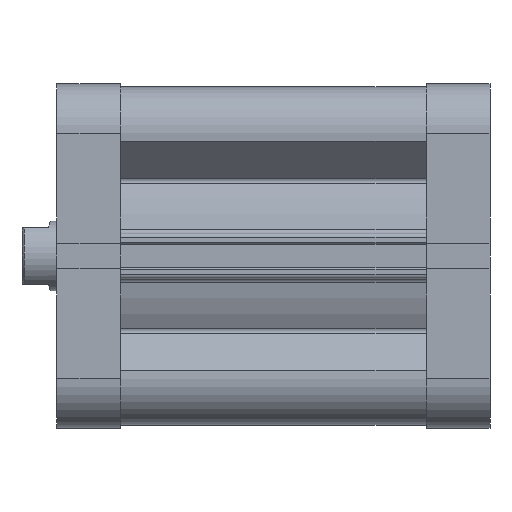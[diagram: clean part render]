
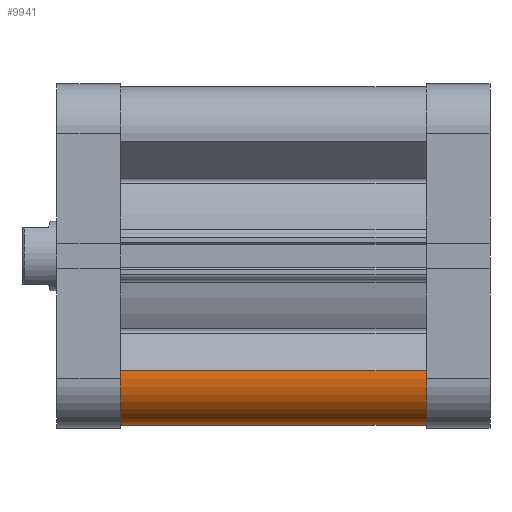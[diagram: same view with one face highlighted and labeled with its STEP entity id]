
A CAD part, front view. The second image highlights one B-rep face of the part: STEP entity #9941.
In plain terms, the highlighted cylindrical face has radius 10.75 mm (diameter 21.5 mm), a partial arc.
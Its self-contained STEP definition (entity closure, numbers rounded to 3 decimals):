
#59 = EDGE_LOOP ( 'NONE', ( #5945, #5946, #5947, #5948 ) ) ;
#1237 = VERTEX_POINT ( 'NONE', #8320 ) ;
#1238 = VERTEX_POINT ( 'NONE', #8321 ) ;
#1276 = VERTEX_POINT ( 'NONE', #8359 ) ;
#1344 = VERTEX_POINT ( 'NONE', #8427 ) ;
#1484 = EDGE_CURVE ( 'NONE', #1276, #1344, #9126, .T. ) ;
#1493 = EDGE_CURVE ( 'NONE', #1237, #1276, #9133, .T. ) ;
#1494 = EDGE_CURVE ( 'NONE', #1237, #1238, #9141, .T. ) ;
#1495 = EDGE_CURVE ( 'NONE', #1238, #1344, #9137, .T. ) ;
#2010 = CARTESIAN_POINT ( 'NONE',  ( -28.25, -28.25, 0. ) ) ;
#2012 = DIRECTION ( 'NONE',  ( 0., 0., 1. ) ) ;
#2014 = DIRECTION ( 'NONE',  ( -1., 0., 0. ) ) ;
#2045 = CARTESIAN_POINT ( 'NONE',  ( -28.25, -28.25, 70.5 ) ) ;
#2055 = CARTESIAN_POINT ( 'NONE',  ( -39., -28.25, 70.5 ) ) ;
#2056 = DIRECTION ( 'NONE',  ( 0., 0., -1. ) ) ;
#2059 = DIRECTION ( 'NONE',  ( 0., 0., 1. ) ) ;
#2061 = DIRECTION ( 'NONE',  ( -1., 0., 0. ) ) ;
#2064 = CARTESIAN_POINT ( 'NONE',  ( -26.479, -38.853, 70.5 ) ) ;
#2065 = DIRECTION ( 'NONE',  ( 0., 0., -1. ) ) ;
#2112 = AXIS2_PLACEMENT_3D ( 'NONE', #2010, #2012, #2014 ) ;
#2123 = AXIS2_PLACEMENT_3D ( 'NONE', #2045, #2059, #2061 ) ;
#2781 = AXIS2_PLACEMENT_3D ( 'NONE', #4869, #4868, #4867 ) ;
#3981 = FACE_OUTER_BOUND ( 'NONE', #59, .T. ) ;
#3984 = CYLINDRICAL_SURFACE ( 'NONE', #2781, 10.75 ) ;
#4867 = DIRECTION ( 'NONE',  ( -1., 0., 0. ) ) ;
#4868 = DIRECTION ( 'NONE',  ( 0., 0., -1. ) ) ;
#4869 = CARTESIAN_POINT ( 'NONE',  ( -28.25, -28.25, 70.5 ) ) ;
#5945 = ORIENTED_EDGE ( 'NONE', *, *, #1494, .F. ) ;
#5946 = ORIENTED_EDGE ( 'NONE', *, *, #1493, .T. ) ;
#5947 = ORIENTED_EDGE ( 'NONE', *, *, #1484, .T. ) ;
#5948 = ORIENTED_EDGE ( 'NONE', *, *, #1495, .F. ) ;
#8320 = CARTESIAN_POINT ( 'NONE',  ( -39., -28.25, 70.5 ) ) ;
#8321 = CARTESIAN_POINT ( 'NONE',  ( -26.479, -38.853, 70.5 ) ) ;
#8359 = CARTESIAN_POINT ( 'NONE',  ( -39., -28.25, 0. ) ) ;
#8427 = CARTESIAN_POINT ( 'NONE',  ( -26.479, -38.853, 0. ) ) ;
#9126 = CIRCLE ( 'NONE', #2112, 10.75 ) ;
#9133 = LINE ( 'NONE', #2055, #9134 ) ;
#9134 = VECTOR ( 'NONE', #2056, 1000. ) ;
#9137 = LINE ( 'NONE', #2064, #9138 ) ;
#9138 = VECTOR ( 'NONE', #2065, 1000. ) ;
#9141 = CIRCLE ( 'NONE', #2123, 10.75 ) ;
#9941 = ADVANCED_FACE ( 'NONE', ( #3981 ), #3984, .T. ) ;
